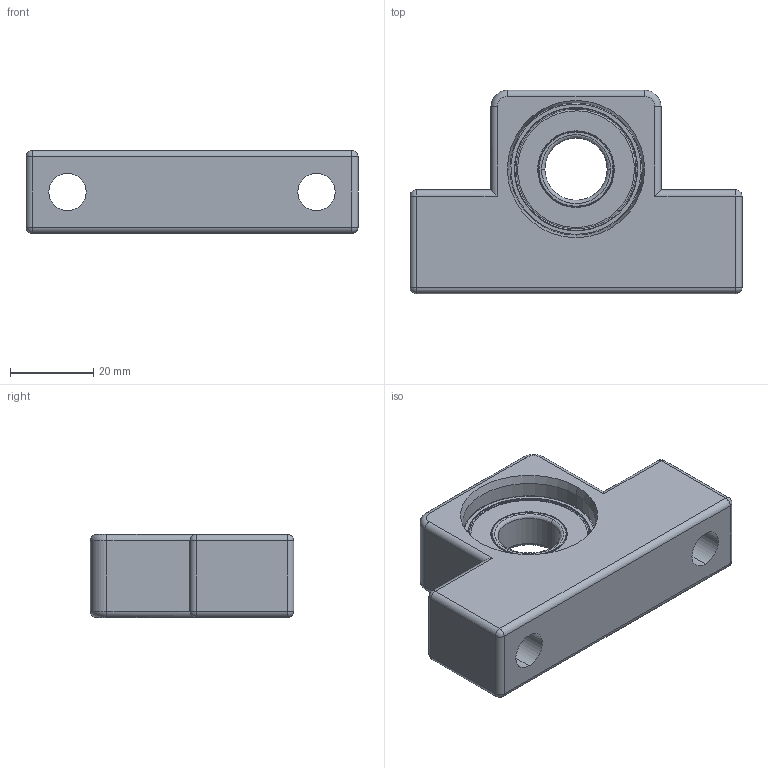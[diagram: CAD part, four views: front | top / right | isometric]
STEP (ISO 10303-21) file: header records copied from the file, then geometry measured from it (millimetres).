
FILE_DESCRIPTION (( 'STEP AP214' ), '1' );
FILE_NAME ('EF15疒玉.STEP', '2018-12-10T05:05:20', ( 'Windows 荤侩磊' ), ( '' ), 'SwSTEP 2.0', 'SolidWorks 2013', '' );
FILE_SCHEMA (( 'AUTOMOTIVE_DESIGN' ));
Length unit declared in the file: millimetre
Products named in the file (3): 6002ZZ軸承; EF15_體(成_) ; EF15疒玉
Assembly tree (2 placements, depth 2):
  EF15疒玉
    EF15_體(成_) 
    6002ZZ軸承
Bounding box: 80 x 49 x 20 mm (x, y, z)
Volume: 43284.7 mm3; surface area: 18581.7 mm2
Topology: 13 solids, 13 shells, 253 faces, 644 edges, 384 vertices
Faces by surface type: cylinder 81, bspline 76, plane 72, cone 12, sphere 8, torus 4
Entity records: 9809 total; most frequent: CARTESIAN_POINT 4010, ORIENTED_EDGE 1216, DIRECTION 1154, EDGE_CURVE 608, AXIS2_PLACEMENT_3D 480, VERTEX_POINT 384, CIRCLE 298, EDGE_LOOP 272
